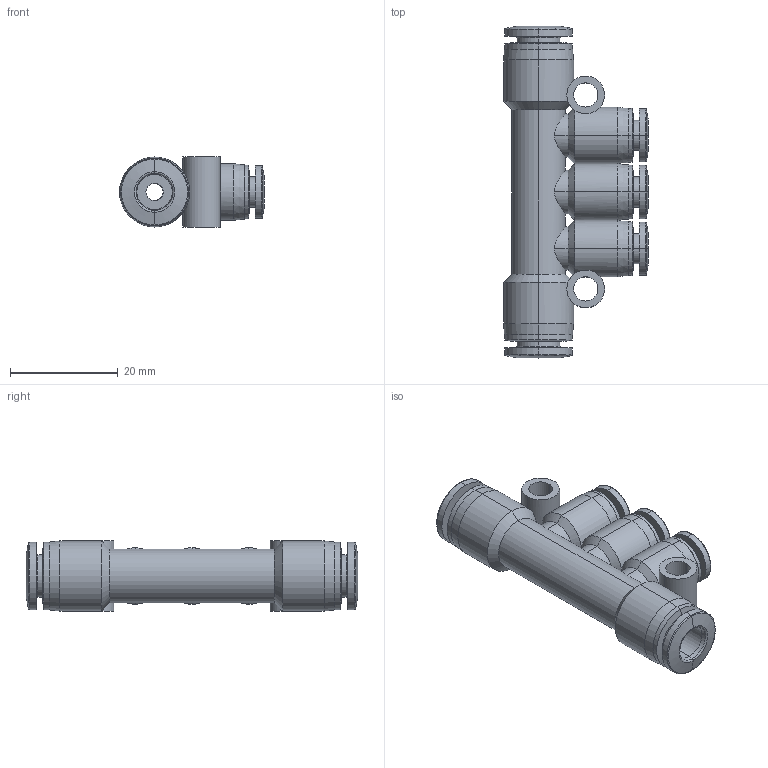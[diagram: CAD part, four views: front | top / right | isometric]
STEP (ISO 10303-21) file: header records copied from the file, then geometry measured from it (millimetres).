
FILE_DESCRIPTION (( 'STEP AP214' ), '1' );
FILE_NAME ('U3B14-532.step', '2016-02-24T20:47:57', ( '' ), ( '' ), 'SwSTEP 2.0', 'SolidWorks 2015', '' );
FILE_SCHEMA (( 'AUTOMOTIVE_DESIGN' ));
Length unit declared in the file: inch
Products named in the file (1): U3B14-532
Bounding box: 26.9 x 61.6 x 13 mm (x, y, z)
Volume: 8114.7 mm3; surface area: 6969.5 mm2
Topology: 1 solids, 1 shells, 173 faces, 372 edges, 212 vertices
Faces by surface type: cylinder 77, cone 50, plane 22, bspline 20, torus 4
Entity records: 5602 total; most frequent: CARTESIAN_POINT 1783, DIRECTION 858, ORIENTED_EDGE 744, EDGE_CURVE 372, AXIS2_PLACEMENT_3D 363, VERTEX_POINT 212, CIRCLE 209, EDGE_LOOP 200
